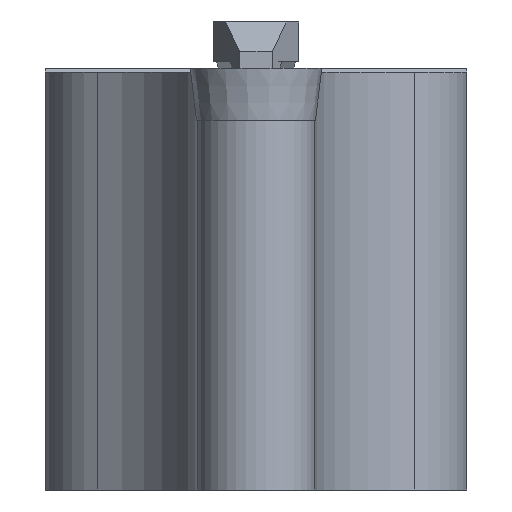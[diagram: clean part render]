
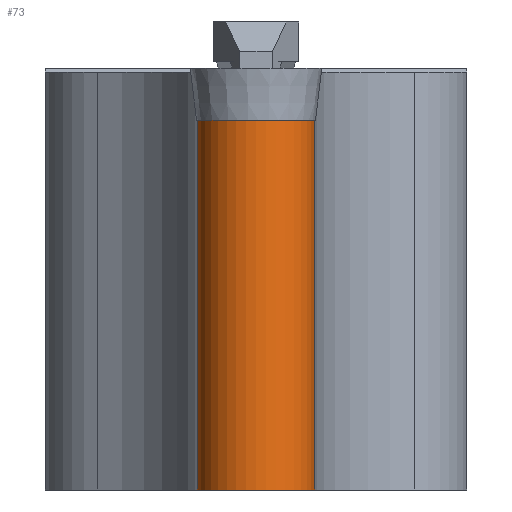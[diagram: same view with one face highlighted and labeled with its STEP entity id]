
A CAD part, left-side view. The second image highlights one B-rep face of the part: STEP entity #73.
In plain terms, the highlighted cylindrical face has radius 4.463 mm (diameter 8.925 mm), a partial arc.
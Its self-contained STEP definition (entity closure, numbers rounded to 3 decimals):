
#53=CYLINDRICAL_SURFACE('',#609,4.463);
#73=ADVANCED_FACE('',(#127),#53,.T.);
#127=FACE_OUTER_BOUND('',#156,.T.);
#156=EDGE_LOOP('',(#264,#265,#266,#267));
#180=CIRCLE('',#607,4.463);
#181=CIRCLE('',#608,4.463);
#264=ORIENTED_EDGE('',*,*,#439,.F.);
#265=ORIENTED_EDGE('',*,*,#440,.T.);
#266=ORIENTED_EDGE('',*,*,#441,.F.);
#267=ORIENTED_EDGE('',*,*,#435,.F.);
#372=VERTEX_POINT('',#875);
#373=VERTEX_POINT('',#877);
#376=VERTEX_POINT('',#885);
#377=VERTEX_POINT('',#887);
#435=EDGE_CURVE('',#372,#373,#505,.T.);
#439=EDGE_CURVE('',#376,#372,#180,.T.);
#440=EDGE_CURVE('',#376,#377,#509,.T.);
#441=EDGE_CURVE('',#373,#377,#181,.T.);
#505=LINE('',#876,#560);
#509=LINE('',#886,#564);
#560=VECTOR('',#705,1.);
#564=VECTOR('',#713,1.);
#607=AXIS2_PLACEMENT_3D('',#884,#711,#712);
#608=AXIS2_PLACEMENT_3D('',#888,#714,#715);
#609=AXIS2_PLACEMENT_3D('',#889,#716,#717);
#705=DIRECTION('',(0.,0.,-1.));
#711=DIRECTION('',(0.,0.,1.));
#712=DIRECTION('',(1.,0.,0.));
#713=DIRECTION('',(0.,0.,-1.));
#714=DIRECTION('',(0.,0.,-1.));
#715=DIRECTION('',(1.,0.,0.));
#716=DIRECTION('',(0.,0.,1.));
#717=DIRECTION('',(1.,0.,0.));
#875=CARTESIAN_POINT('',(5.,-4.463,-3.97));
#876=CARTESIAN_POINT('',(5.,-4.463,-35.));
#877=CARTESIAN_POINT('',(5.,-4.463,-32.));
#884=CARTESIAN_POINT('',(5.,0.,-3.97));
#885=CARTESIAN_POINT('',(5.,4.463,-3.97));
#886=CARTESIAN_POINT('',(5.,4.463,-35.));
#887=CARTESIAN_POINT('',(5.,4.463,-32.));
#888=CARTESIAN_POINT('',(5.,0.,-32.));
#889=CARTESIAN_POINT('',(5.,0.,-35.));
